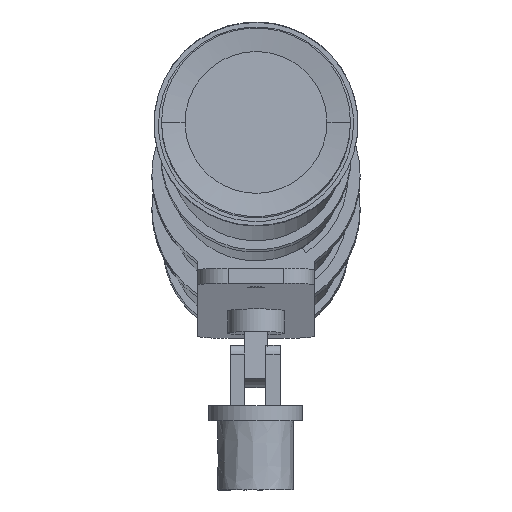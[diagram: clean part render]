
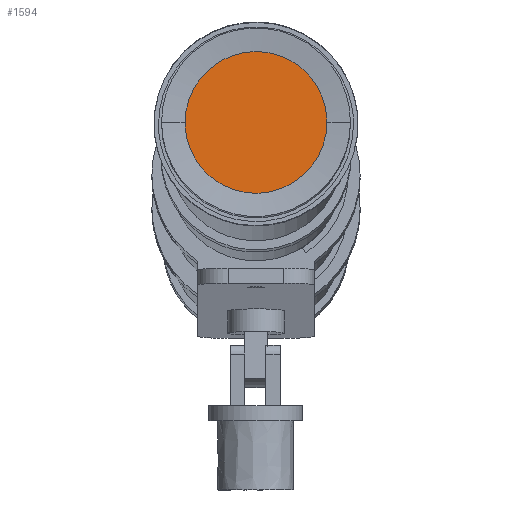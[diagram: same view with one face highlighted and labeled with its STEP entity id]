
A CAD part, front view. The second image highlights one B-rep face of the part: STEP entity #1594.
In plain terms, the highlighted free-form (B-spline) face has degree [1, 1] with [2, 2] control points.
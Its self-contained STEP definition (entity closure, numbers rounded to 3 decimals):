
#70 = VERTEX_POINT('',#71);
#71 = CARTESIAN_POINT('',(-221.87,-317.721,
    719.992));
#89 = VERTEX_POINT('',#90);
#90 = CARTESIAN_POINT('',(-274.176,-317.721,
    719.992));
#95 = EDGE_CURVE('',#70,#89,#96,.T.);
#96 = ( BOUNDED_CURVE() B_SPLINE_CURVE(2,(#97,#98,#99,#100,#101),
.UNSPECIFIED.,.F.,.F.) B_SPLINE_CURVE_WITH_KNOTS((3,2,3),(3.142,
4.712,6.283),.PIECEWISE_BEZIER_KNOTS.) CURVE() 
GEOMETRIC_REPRESENTATION_ITEM() RATIONAL_B_SPLINE_CURVE((1.,
0.707,1.,0.707,1.)) REPRESENTATION_ITEM('') );
#97 = CARTESIAN_POINT('',(-221.87,-317.721,
    719.992));
#98 = CARTESIAN_POINT('',(-221.87,-319.44,
    693.896));
#99 = CARTESIAN_POINT('',(-248.023,-319.44,693.896
    ));
#100 = CARTESIAN_POINT('',(-274.176,-319.44,
    693.896));
#101 = CARTESIAN_POINT('',(-274.176,-317.721,
    719.992));
#1575 = EDGE_CURVE('',#89,#70,#1576,.T.);
#1576 = ( BOUNDED_CURVE() B_SPLINE_CURVE(2,(#1577,#1578,#1579,#1580,
#1581),.UNSPECIFIED.,.F.,.F.) B_SPLINE_CURVE_WITH_KNOTS((3,2,3),(0.,
1.571,3.142),.PIECEWISE_BEZIER_KNOTS.) CURVE() 
GEOMETRIC_REPRESENTATION_ITEM() RATIONAL_B_SPLINE_CURVE((1.,
0.707,1.,0.707,1.)) REPRESENTATION_ITEM('') );
#1577 = CARTESIAN_POINT('',(-274.176,-317.721,
    719.992));
#1578 = CARTESIAN_POINT('',(-274.176,-316.001,
    746.089));
#1579 = CARTESIAN_POINT('',(-248.023,-316.001,
    746.089));
#1580 = CARTESIAN_POINT('',(-221.87,-316.001,
    746.089));
#1581 = CARTESIAN_POINT('',(-221.87,-317.721,
    719.992));
#1594 = ADVANCED_FACE('',(#1595),#1599,.T.);
#1595 = FACE_BOUND('',#1596,.T.);
#1596 = EDGE_LOOP('',(#1597,#1598));
#1597 = ORIENTED_EDGE('',*,*,#95,.F.);
#1598 = ORIENTED_EDGE('',*,*,#1575,.F.);
#1599 = B_SPLINE_SURFACE_WITH_KNOTS('',1,1,(
    (#1600,#1601)
    ,(#1602,#1603
    )),.UNSPECIFIED.,.F.,.F.,.F.,(2,2),(2,2),(-23.5,23.5),(-23.5,23.5),
  .PIECEWISE_BEZIER_KNOTS.);
#1600 = CARTESIAN_POINT('',(-274.176,-319.44,
    693.896));
#1601 = CARTESIAN_POINT('',(-274.176,-316.001,
    746.089));
#1602 = CARTESIAN_POINT('',(-221.87,-319.44,
    693.896));
#1603 = CARTESIAN_POINT('',(-221.87,-316.001,
    746.089));
